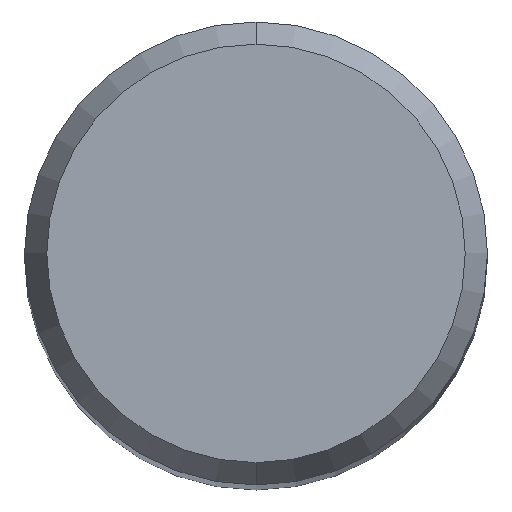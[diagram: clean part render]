
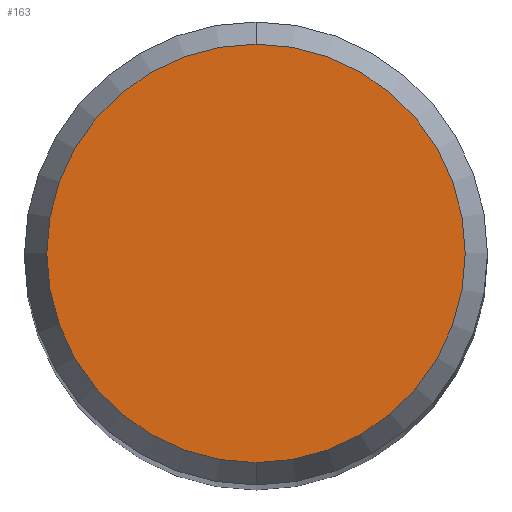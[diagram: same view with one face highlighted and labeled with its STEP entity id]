
A CAD part, top view. The second image highlights one B-rep face of the part: STEP entity #163.
In plain terms, the highlighted planar face has unit normal (0, 0, 1).
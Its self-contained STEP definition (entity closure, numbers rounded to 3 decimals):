
#117=VERTEX_POINT('',#271);
#137=EDGE_CURVE('',#117,#147,#293,.T.);
#147=VERTEX_POINT('',#305);
#163=ADVANCED_FACE('',(#324),#325,.T.);
#229=EDGE_CURVE('',#147,#117,#397,.T.);
#271=CARTESIAN_POINT('',(0.0,2.158,0.));
#293=CIRCLE('',#467,2.158);
#305=CARTESIAN_POINT('',(0.,-2.158,0.));
#324=FACE_OUTER_BOUND('',#503,.T.);
#325=PLANE('',#504);
#397=CIRCLE('',#599,2.158);
#467=AXIS2_PLACEMENT_3D('',#654,#655,#656);
#503=EDGE_LOOP('',(#707,#708));
#504=AXIS2_PLACEMENT_3D('',#709,#710,#711);
#599=AXIS2_PLACEMENT_3D('',#790,#791,#792);
#654=CARTESIAN_POINT('',(0.0,0.0,0.));
#655=DIRECTION('',(0.0,0.0,-1.0));
#656=DIRECTION('',(0.0,1.0,0.0));
#707=ORIENTED_EDGE('',*,*,#137,.F.);
#708=ORIENTED_EDGE('',*,*,#229,.F.);
#709=CARTESIAN_POINT('',(0.0,1.079,0.));
#710=DIRECTION('',(-0.0,0.0,1.0));
#711=DIRECTION('',(0.0,-1.0,0.0));
#790=CARTESIAN_POINT('',(0.0,0.0,0.));
#791=DIRECTION('',(0.0,0.0,-1.0));
#792=DIRECTION('',(0.0,1.0,0.0));
